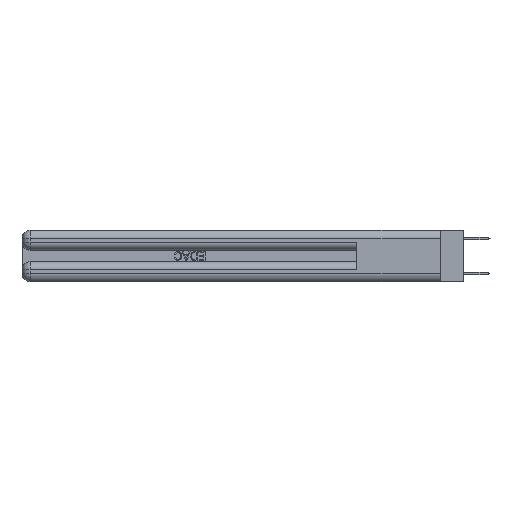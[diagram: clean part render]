
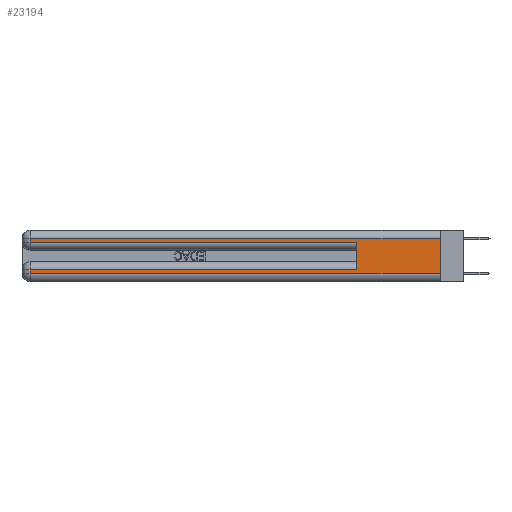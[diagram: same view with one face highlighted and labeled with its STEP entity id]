
A CAD part, left-side view. The second image highlights one B-rep face of the part: STEP entity #23194.
In plain terms, the highlighted planar face has unit normal (-1, 0, 0).
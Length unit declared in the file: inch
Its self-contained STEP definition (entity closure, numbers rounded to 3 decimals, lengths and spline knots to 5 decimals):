
#79 = CARTESIAN_POINT ( 'NONE',  ( 0., 0., 0.06 ) ) ;
#125 = VERTEX_POINT ( 'NONE', #8417 ) ;
#886 = VERTEX_POINT ( 'NONE', #4416 ) ;
#904 = ORIENTED_EDGE ( 'NONE', *, *, #28016, .F. ) ;
#1185 = EDGE_CURVE ( 'NONE', #24287, #886, #22976, .T. ) ;
#1388 = LINE ( 'NONE', #7138, #18593 ) ;
#2035 = CARTESIAN_POINT ( 'NONE',  ( 0., 2.94, 0.085 ) ) ;
#2543 = LINE ( 'NONE', #6129, #14538 ) ;
#2963 = AXIS2_PLACEMENT_3D ( 'NONE', #9629, #24979, #11887 ) ;
#3115 = LINE ( 'NONE', #20962, #25975 ) ;
#3834 = DIRECTION ( 'NONE',  ( 0., 0., -1. ) ) ;
#4416 = CARTESIAN_POINT ( 'NONE',  ( 0., 0.6, 0.285 ) ) ;
#5215 = CARTESIAN_POINT ( 'NONE',  ( 0., 2.94, 0.06 ) ) ;
#5815 = DIRECTION ( 'NONE',  ( 0., 0., -1. ) ) ;
#6129 = CARTESIAN_POINT ( 'NONE',  ( 0., 2.94, 0.37 ) ) ;
#6749 = ORIENTED_EDGE ( 'NONE', *, *, #28562, .T. ) ;
#6810 = CARTESIAN_POINT ( 'NONE',  ( 0., 0.6, 0.085 ) ) ;
#7094 = VECTOR ( 'NONE', #5815, 39.37008 ) ;
#7138 = CARTESIAN_POINT ( 'NONE',  ( 0., 0., 0.37 ) ) ;
#7433 = EDGE_CURVE ( 'NONE', #21310, #125, #3115, .T. ) ;
#8417 = CARTESIAN_POINT ( 'NONE',  ( 0., 2.94, 0.31 ) ) ;
#8534 = VERTEX_POINT ( 'NONE', #5215 ) ;
#9025 = VECTOR ( 'NONE', #28617, 39.37008 ) ;
#9380 = CARTESIAN_POINT ( 'NONE',  ( 0., 0., 0.085 ) ) ;
#9412 = DIRECTION ( 'NONE',  ( 0., 0., -1. ) ) ;
#9629 = CARTESIAN_POINT ( 'NONE',  ( 0., 0., 0.37 ) ) ;
#9746 = LINE ( 'NONE', #11158, #9025 ) ;
#9846 = EDGE_CURVE ( 'NONE', #28432, #886, #9746, .T. ) ;
#11158 = CARTESIAN_POINT ( 'NONE',  ( 0., 0.6, 0.145 ) ) ;
#11349 = EDGE_LOOP ( 'NONE', ( #904, #24883, #26426, #13850, #28374, #6749, #26508, #16978 ) ) ;
#11887 = DIRECTION ( 'NONE',  ( 0., 0., -1. ) ) ;
#12233 = DIRECTION ( 'NONE',  ( 0., -1., 0. ) ) ;
#12543 = CARTESIAN_POINT ( 'NONE',  ( 0., 0., 0.06 ) ) ;
#13525 = VERTEX_POINT ( 'NONE', #2035 ) ;
#13850 = ORIENTED_EDGE ( 'NONE', *, *, #1185, .T. ) ;
#14538 = VECTOR ( 'NONE', #3834, 39.37008 ) ;
#16483 = VECTOR ( 'NONE', #18296, 39.37008 ) ;
#16978 = ORIENTED_EDGE ( 'NONE', *, *, #27402, .T. ) ;
#17195 = LINE ( 'NONE', #79, #28078 ) ;
#18296 = DIRECTION ( 'NONE',  ( 0., 1., 0. ) ) ;
#18593 = VECTOR ( 'NONE', #9412, 39.37008 ) ;
#18761 = DIRECTION ( 'NONE',  ( 0., 1., 0. ) ) ;
#18924 = LINE ( 'NONE', #25697, #7094 ) ;
#20266 = CARTESIAN_POINT ( 'NONE',  ( 0., 0., 0.31 ) ) ;
#20635 = PLANE ( 'NONE',  #2963 ) ;
#20962 = CARTESIAN_POINT ( 'NONE',  ( 0., 0., 0.31 ) ) ;
#21310 = VERTEX_POINT ( 'NONE', #20266 ) ;
#21399 = CARTESIAN_POINT ( 'NONE',  ( 0., 2.94, 0.285 ) ) ;
#21660 = FACE_OUTER_BOUND ( 'NONE', #11349, .T. ) ;
#22356 = DIRECTION ( 'NONE',  ( 0., -1., 0. ) ) ;
#22976 = LINE ( 'NONE', #23132, #23645 ) ;
#23132 = CARTESIAN_POINT ( 'NONE',  ( 0., 0., 0.285 ) ) ;
#23194 = ADVANCED_FACE ( 'NONE', ( #21660 ), #20635, .F. ) ;
#23645 = VECTOR ( 'NONE', #12233, 39.37008 ) ;
#24287 = VERTEX_POINT ( 'NONE', #21399 ) ;
#24850 = VERTEX_POINT ( 'NONE', #12543 ) ;
#24883 = ORIENTED_EDGE ( 'NONE', *, *, #7433, .T. ) ;
#24979 = DIRECTION ( 'NONE',  ( 1., 0., 0. ) ) ;
#25697 = CARTESIAN_POINT ( 'NONE',  ( 0., 2.94, 0.37 ) ) ;
#25975 = VECTOR ( 'NONE', #18761, 39.37008 ) ;
#26283 = EDGE_CURVE ( 'NONE', #13525, #8534, #2543, .T. ) ;
#26426 = ORIENTED_EDGE ( 'NONE', *, *, #28259, .T. ) ;
#26508 = ORIENTED_EDGE ( 'NONE', *, *, #26283, .T. ) ;
#27402 = EDGE_CURVE ( 'NONE', #8534, #24850, #17195, .T. ) ;
#28016 = EDGE_CURVE ( 'NONE', #21310, #24850, #1388, .T. ) ;
#28055 = LINE ( 'NONE', #9380, #16483 ) ;
#28078 = VECTOR ( 'NONE', #22356, 39.37008 ) ;
#28259 = EDGE_CURVE ( 'NONE', #125, #24287, #18924, .T. ) ;
#28374 = ORIENTED_EDGE ( 'NONE', *, *, #9846, .F. ) ;
#28432 = VERTEX_POINT ( 'NONE', #6810 ) ;
#28562 = EDGE_CURVE ( 'NONE', #28432, #13525, #28055, .T. ) ;
#28617 = DIRECTION ( 'NONE',  ( 0., 0., 1. ) ) ;
